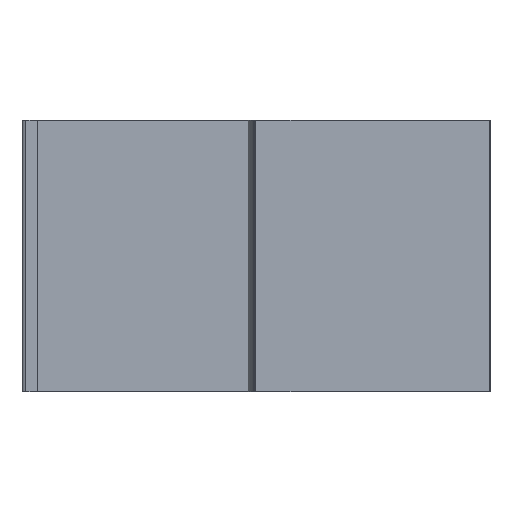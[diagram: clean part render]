
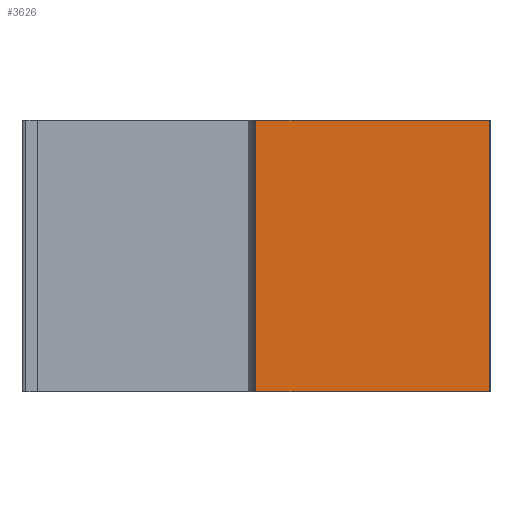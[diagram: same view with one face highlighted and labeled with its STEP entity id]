
A CAD part, left-side view. The second image highlights one B-rep face of the part: STEP entity #3626.
In plain terms, the highlighted planar face has unit normal (-1, 0, 0).
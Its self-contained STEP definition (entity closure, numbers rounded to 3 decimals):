
#238 = VERTEX_POINT ( 'NONE', #17065 ) ;
#648 = AXIS2_PLACEMENT_3D ( 'NONE', #7090, #15658, #16893 ) ;
#1109 = FACE_OUTER_BOUND ( 'NONE', #14384, .T. ) ;
#2238 = DIRECTION ( 'NONE',  ( 0., 0., 1. ) ) ;
#2891 = ORIENTED_EDGE ( 'NONE', *, *, #13607, .T. ) ;
#2941 = ORIENTED_EDGE ( 'NONE', *, *, #13578, .T. ) ;
#3510 = CARTESIAN_POINT ( 'NONE',  ( -34., 157.7, 100. ) ) ;
#3626 = ADVANCED_FACE ( 'NONE', ( #1109 ), #8942, .F. ) ;
#3699 = VERTEX_POINT ( 'NONE', #25073 ) ;
#5341 = CARTESIAN_POINT ( 'NONE',  ( -34., 157.7, 100. ) ) ;
#7090 = CARTESIAN_POINT ( 'NONE',  ( -34., 158., 100. ) ) ;
#7465 = ORIENTED_EDGE ( 'NONE', *, *, #20215, .F. ) ;
#7716 = LINE ( 'NONE', #24004, #17048 ) ;
#8359 = VERTEX_POINT ( 'NONE', #9329 ) ;
#8942 = PLANE ( 'NONE',  #648 ) ;
#9329 = CARTESIAN_POINT ( 'NONE',  ( -34., -14.7, -100. ) ) ;
#9850 = LINE ( 'NONE', #19508, #17258 ) ;
#11759 = DIRECTION ( 'NONE',  ( 0., -1., 0. ) ) ;
#12887 = VECTOR ( 'NONE', #2238, 1000. ) ;
#13578 = EDGE_CURVE ( 'NONE', #8359, #3699, #15912, .T. ) ;
#13607 = EDGE_CURVE ( 'NONE', #238, #8359, #7716, .T. ) ;
#14384 = EDGE_LOOP ( 'NONE', ( #2891, #2941, #7465, #17904 ) ) ;
#15658 = DIRECTION ( 'NONE',  ( 1., 0., 0. ) ) ;
#15820 = DIRECTION ( 'NONE',  ( 0., -1., 0. ) ) ;
#15912 = LINE ( 'NONE', #21788, #12887 ) ;
#16893 = DIRECTION ( 'NONE',  ( 0., 1., 0. ) ) ;
#17048 = VECTOR ( 'NONE', #11759, 1000. ) ;
#17065 = CARTESIAN_POINT ( 'NONE',  ( -34., 157.7, -100. ) ) ;
#17258 = VECTOR ( 'NONE', #15820, 1000. ) ;
#17904 = ORIENTED_EDGE ( 'NONE', *, *, #23109, .T. ) ;
#19508 = CARTESIAN_POINT ( 'NONE',  ( -34., 158., 100. ) ) ;
#20215 = EDGE_CURVE ( 'NONE', #24300, #3699, #9850, .T. ) ;
#21227 = DIRECTION ( 'NONE',  ( 0., 0., -1. ) ) ;
#21788 = CARTESIAN_POINT ( 'NONE',  ( -34., -14.7, 100. ) ) ;
#23109 = EDGE_CURVE ( 'NONE', #24300, #238, #25265, .T. ) ;
#24004 = CARTESIAN_POINT ( 'NONE',  ( -34., 158., -100. ) ) ;
#24300 = VERTEX_POINT ( 'NONE', #3510 ) ;
#24460 = VECTOR ( 'NONE', #21227, 1000. ) ;
#25073 = CARTESIAN_POINT ( 'NONE',  ( -34., -14.7, 100. ) ) ;
#25265 = LINE ( 'NONE', #5341, #24460 ) ;
